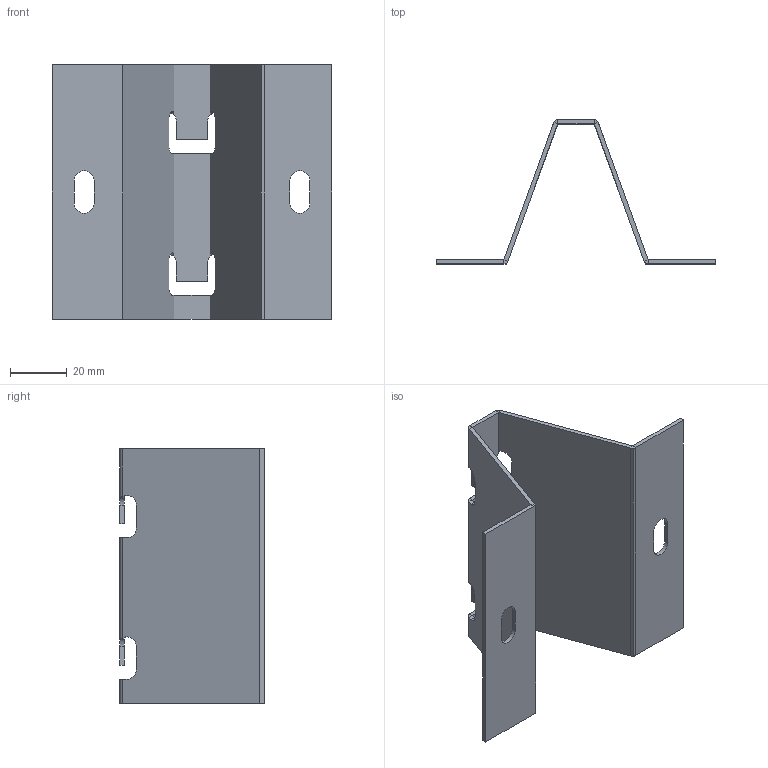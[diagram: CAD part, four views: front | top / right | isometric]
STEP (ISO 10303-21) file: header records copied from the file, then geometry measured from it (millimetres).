
FILE_DESCRIPTION (( 'STEP AP203' ), '1' );
FILE_NAME ('CLW10-SN-100 Ñòîéêà íàïîëüíàÿ 100.STEP', '2016-03-15T14:04:53', ( '' ), ( '' ), 'SwSTEP 2.0', 'SolidWorks 2014', '' );
FILE_SCHEMA (( 'CONFIG_CONTROL_DESIGN' ));
Length unit declared in the file: millimetre
Products named in the file (1): CLW10-SN-100 Ñòîéêà íàïîëüíàÿ 100
Bounding box: 98.9 x 50.96 x 90 mm (x, y, z)
Volume: 21635.4 mm3; surface area: 30337.9 mm2
Topology: 2 solids, 2 shells, 92 faces, 220 edges, 128 vertices
Faces by surface type: plane 62, cylinder 26, bspline 4
Entity records: 2728 total; most frequent: CARTESIAN_POINT 540, ORIENTED_EDGE 440, DIRECTION 429, EDGE_CURVE 220, VECTOR 155, LINE 155, AXIS2_PLACEMENT_3D 137, VERTEX_POINT 128
